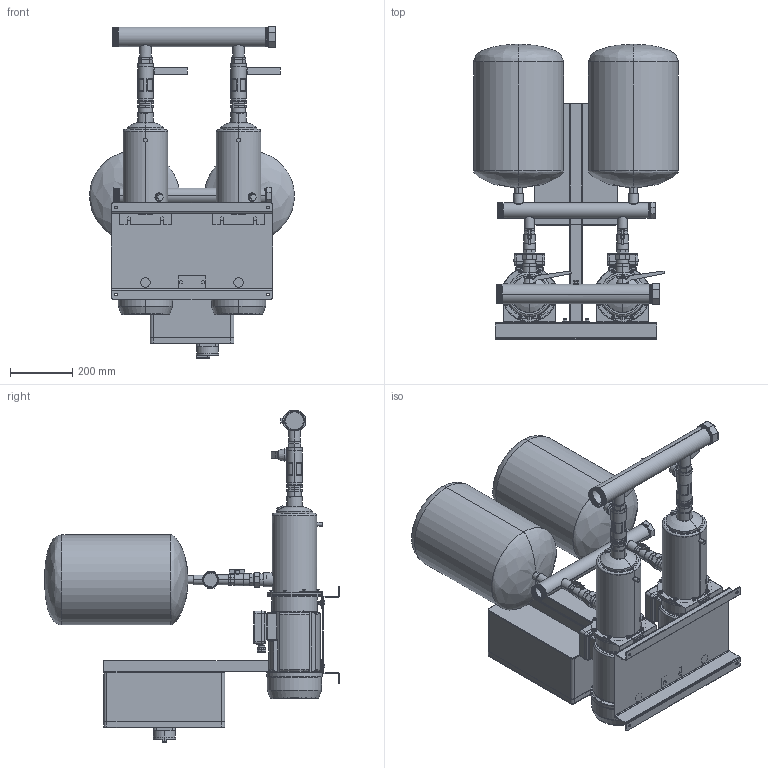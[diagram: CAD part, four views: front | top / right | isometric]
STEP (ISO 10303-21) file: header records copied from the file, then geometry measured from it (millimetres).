
FILE_DESCRIPTION (( 'STEP AP214' ), '1' );
FILE_NAME ('2EH_9-8_TS.STEP', '2022-03-02T10:17:56', ( '' ), ( '' ), 'SwSTEP 2.0', 'SolidWorks 2020', '' );
FILE_SCHEMA (( 'AUTOMOTIVE_DESIGN' ));
Length unit declared in the file: mil
Products named in the file (1): 2EH_9-8_TS
Bounding box: 660 x 950 x 1069.25 mm (x, y, z)
Volume: 65830866.7 mm3; surface area: 4882466.4 mm2
Topology: 48 solids, 49 shells, 1684 faces, 4056 edges, 2605 vertices
Faces by surface type: plane 842, cylinder 629, cone 124, torus 41, bspline 38, sphere 10
Entity records: 75006 total; most frequent: CARTESIAN_POINT 34290, ORIENTED_EDGE 8100, DIRECTION 7952, EDGE_CURVE 4050, AXIS2_PLACEMENT_3D 2833, VERTEX_POINT 2605, VECTOR 2286, LINE 2286
